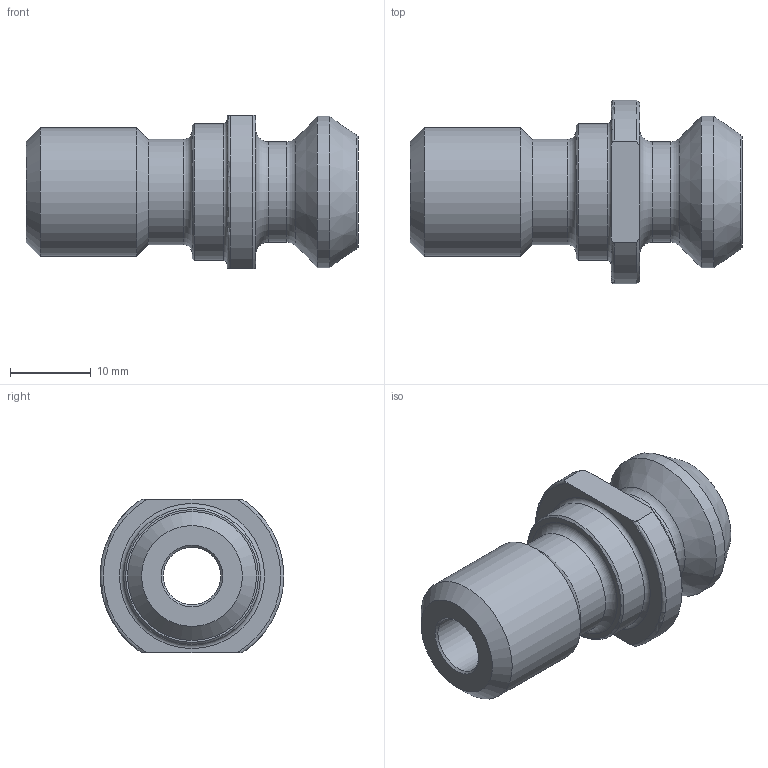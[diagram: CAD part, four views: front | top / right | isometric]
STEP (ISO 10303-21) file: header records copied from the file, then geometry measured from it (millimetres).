
FILE_DESCRIPTION(/* description */ (''),/* implementation_level */ '2;1');
FILE_NAME(/* name */ 'PS-11122A-HS.step',/* time_stamp */ '2026-01-06T17:17:28-06:00',/* author */ (''),/* organization */ (''),/* preprocessor_version */ 'ST-DEVELOPER v20.1',/* originating_system */ 'Autodesk Translation Framework v14.21.0.0',/* authorisation */ '');
FILE_SCHEMA (('AUTOMOTIVE_DESIGN { 1 0 10303 214 3 1 1 }'));
Length unit declared in the file: inch
Products named in the file (1): PS-11122A-HS
Bounding box: 41.2 x 22.81 x 19 mm (x, y, z)
Volume: 6695.4 mm3; surface area: 3740.5 mm2
Topology: 1 solids, 1 shells, 31 faces, 71 edges, 45 vertices
Faces by surface type: cone 10, cylinder 8, plane 7, torus 6
Full cylindrical faces by diameter (mm): 7.137 x1, 12.446 x1, 13.106 x1, 16 x1, 16.993 x1, 18.796 x1
Entity records: 960 total; most frequent: CARTESIAN_POINT 192, DIRECTION 168, ORIENTED_EDGE 142, AXIS2_PLACEMENT_3D 73, EDGE_CURVE 71, VERTEX_POINT 45, CIRCLE 41, EDGE_LOOP 36
